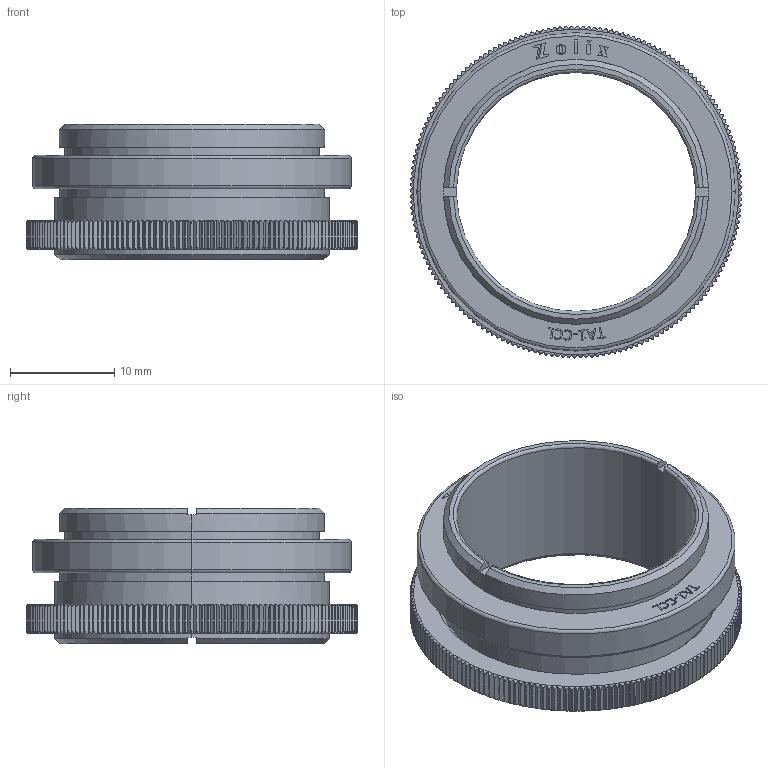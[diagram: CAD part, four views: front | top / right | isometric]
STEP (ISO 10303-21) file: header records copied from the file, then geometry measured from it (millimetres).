
FILE_DESCRIPTION (( 'STEP AP203' ), '1' );
FILE_NAME ('TA1-CCL.STEP', '2025-10-15T08:46:57', ( '' ), ( '' ), 'SwSTEP 2.0', 'SolidWorks 2020', '' );
FILE_SCHEMA (( 'CONFIG_CONTROL_DESIGN' ));
Length unit declared in the file: millimetre
Products named in the file (1): TA1-CCL
Bounding box: 31.8 x 31.8 x 13 mm (x, y, z)
Volume: 657.8 mm3; surface area: 3779.1 mm2
Topology: 1 solids, 2 shells, 1102 faces, 3168 edges, 2107 vertices
Faces by surface type: plane 773, cylinder 194, bspline 115, torus 12, cone 8
Entity records: 46265 total; most frequent: CARTESIAN_POINT 20522, ORIENTED_EDGE 6336, DIRECTION 3904, EDGE_CURVE 3168, VERTEX_POINT 2108, B_SPLINE_CURVE_WITH_KNOTS 1672, AXIS2_PLACEMENT_3D 1420, EDGE_LOOP 1144
